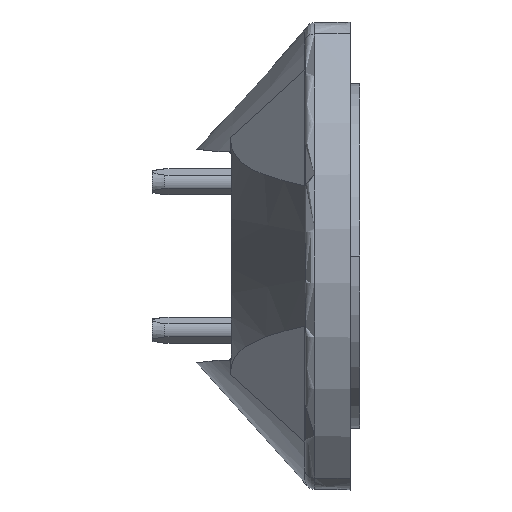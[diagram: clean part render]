
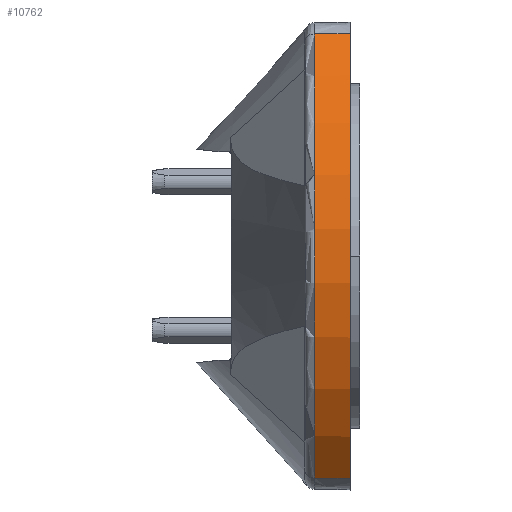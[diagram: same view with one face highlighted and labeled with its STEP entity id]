
A CAD part, left-side view. The second image highlights one B-rep face of the part: STEP entity #10762.
In plain terms, the highlighted conical face has half-angle 1 degrees and reference radius 97.5 mm.
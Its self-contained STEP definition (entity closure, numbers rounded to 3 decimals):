
#10642 = VERTEX_POINT ( 'NONE', #16395 ) ;
#10712 = ORIENTED_EDGE ( 'NONE', *, *, #10727, .T. ) ;
#10727 = EDGE_CURVE ( 'NONE', #10642, #10749, #16600, .T. ) ;
#10733 = VERTEX_POINT ( 'NONE', #16590 ) ;
#10736 = EDGE_CURVE ( 'NONE', #10733, #10642, #16587, .T. ) ;
#10739 = ORIENTED_EDGE ( 'NONE', *, *, #10736, .T. ) ;
#10747 = ORIENTED_EDGE ( 'NONE', *, *, #10757, .F. ) ;
#10748 = VERTEX_POINT ( 'NONE', #16618 ) ;
#10749 = VERTEX_POINT ( 'NONE', #16617 ) ;
#10751 = ORIENTED_EDGE ( 'NONE', *, *, #10760, .T. ) ;
#10757 = EDGE_CURVE ( 'NONE', #10748, #10749, #16608, .T. ) ;
#10758 = EDGE_LOOP ( 'NONE', ( #10747, #10751, #10739, #10712 ) ) ;
#10760 = EDGE_CURVE ( 'NONE', #10748, #10733, #16656, .T. ) ;
#10762 = ADVANCED_FACE ( 'NONE', ( #16655 ), #16670, .T. ) ;
#16395 = CARTESIAN_POINT ( 'NONE',  ( -68.822, 11.052, -68.791 ) ) ;
#16583 = DIRECTION ( 'NONE',  ( 0., 0., 1. ) ) ;
#16584 = DIRECTION ( 'NONE',  ( 0., -1., 0. ) ) ;
#16585 = CARTESIAN_POINT ( 'NONE',  ( 0., 11.052, 0. ) ) ;
#16586 = AXIS2_PLACEMENT_3D ( 'NONE', #16585, #16584, #16583 ) ;
#16587 = CIRCLE ( 'NONE', #16586, 97.307 ) ;
#16590 = CARTESIAN_POINT ( 'NONE',  ( -68.822, 11.052, 68.791 ) ) ;
#16595 = CARTESIAN_POINT ( 'NONE',  ( -68.894, 0., -68.992 ) ) ;
#16596 = CARTESIAN_POINT ( 'NONE',  ( -68.87, 3.684, -68.925 ) ) ;
#16597 = CARTESIAN_POINT ( 'NONE',  ( -68.846, 7.368, -68.858 ) ) ;
#16598 = CARTESIAN_POINT ( 'NONE',  ( -68.822, 11.052, -68.791 ) ) ;
#16600 = B_SPLINE_CURVE_WITH_KNOTS ( 'NONE', 3,
 ( #16598, #16597, #16596, #16595 ),
 .UNSPECIFIED., .F., .F.,
 ( 4, 4 ),
 ( 0., 0.011 ),
 .UNSPECIFIED. ) ;
#16604 = DIRECTION ( 'NONE',  ( 0., 0., -1. ) ) ;
#16605 = DIRECTION ( 'NONE',  ( 0., -1., 0. ) ) ;
#16606 = CARTESIAN_POINT ( 'NONE',  ( 0., 0., 0. ) ) ;
#16607 = AXIS2_PLACEMENT_3D ( 'NONE', #16606, #16605, #16604 ) ;
#16608 = CIRCLE ( 'NONE', #16607, 97.5 ) ;
#16617 = CARTESIAN_POINT ( 'NONE',  ( -68.894, 0., -68.992 ) ) ;
#16618 = CARTESIAN_POINT ( 'NONE',  ( -68.894, 0., 68.992 ) ) ;
#16645 = DIRECTION ( 'NONE',  ( 0., 0., -1. ) ) ;
#16646 = DIRECTION ( 'NONE',  ( 0., -1., 0. ) ) ;
#16647 = CARTESIAN_POINT ( 'NONE',  ( 0., 0., 0. ) ) ;
#16649 = CARTESIAN_POINT ( 'NONE',  ( -68.822, 11.052, 68.791 ) ) ;
#16650 = CARTESIAN_POINT ( 'NONE',  ( -68.846, 7.368, 68.858 ) ) ;
#16651 = CARTESIAN_POINT ( 'NONE',  ( -68.87, 3.684, 68.925 ) ) ;
#16652 = CARTESIAN_POINT ( 'NONE',  ( -68.894, 0., 68.992 ) ) ;
#16655 = FACE_OUTER_BOUND ( 'NONE', #10758, .T. ) ;
#16656 = B_SPLINE_CURVE_WITH_KNOTS ( 'NONE', 3,
 ( #16652, #16651, #16650, #16649 ),
 .UNSPECIFIED., .F., .F.,
 ( 4, 4 ),
 ( 0., 0.011 ),
 .UNSPECIFIED. ) ;
#16669 = AXIS2_PLACEMENT_3D ( 'NONE', #16647, #16646, #16645 ) ;
#16670 = CONICAL_SURFACE ( 'NONE', #16669, 97.5, 0.017 ) ;
